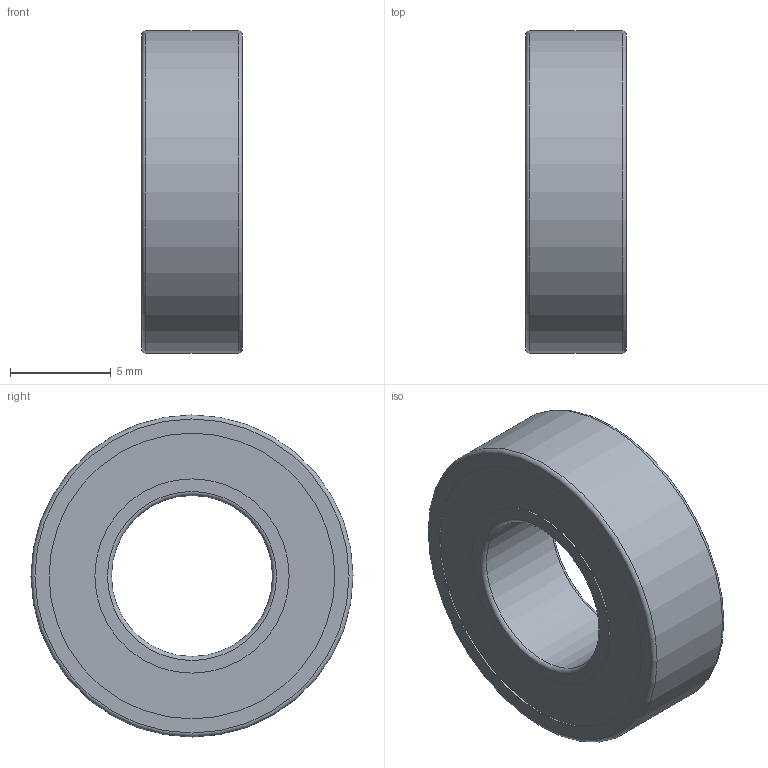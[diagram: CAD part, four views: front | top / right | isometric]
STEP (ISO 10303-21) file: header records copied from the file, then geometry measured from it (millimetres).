
FILE_DESCRIPTION(/* description */ ('STEP AP214'),/* implementation_level */ '2;1');
FILE_NAME(/* name */ 'NSK_688AZZ1',/* time_stamp */ '2024-01-15T14:27:01+01:00',/* author */ ('License CC BY-ND 4.0'),/* organization */ ('CADENAS'),/* preprocessor_version */ 'ST-DEVELOPER v19.3',/* originating_system */ 'PARTsolutions',/* authorisation */ ' ');
FILE_SCHEMA (('AUTOMOTIVE_DESIGN {1 0 10303 214 3 1 1}'));
Length unit declared in the file: millimetre
Products named in the file (6): NSK_688AZZ1; 688AZZ1 Shield2; 688AZZ1 Ball; 688AZZ1 Shield1; 688AZZ1 Inner Ring; 688AZZ1 Outer Ring
Assembly tree (16 placements, depth 2):
  NSK_688AZZ1
    688AZZ1 Shield2
    688AZZ1 Ball  x12
    688AZZ1 Shield1
    688AZZ1 Inner Ring
    688AZZ1 Outer Ring
Bounding box: 5 x 16 x 16 mm (x, y, z)
Volume: 535.9 mm3; surface area: 1545.4 mm2
Topology: 16 solids, 16 shells, 44 faces, 88 edges, 56 vertices
Faces by surface type: cylinder 14, plane 12, sphere 12, torus 6
Full cylindrical faces by diameter (mm): 8 x1, 9.65 x4, 10.5 x2, 13.5 x2, 14.2 x4, 16 x1
Entity records: 915 total; most frequent: DIRECTION 164, CARTESIAN_POINT 115, AXIS2_PLACEMENT_3D 82, FACE_BOUND 65, ORIENTED_EDGE 64, EDGE_LOOP 64, VERTEX_POINT 33, ADVANCED_FACE 33
